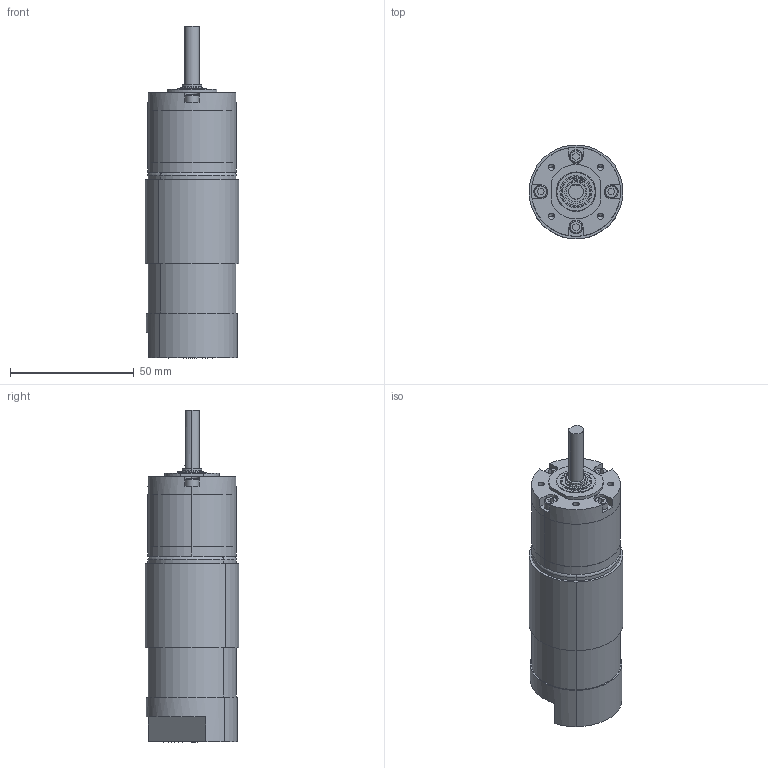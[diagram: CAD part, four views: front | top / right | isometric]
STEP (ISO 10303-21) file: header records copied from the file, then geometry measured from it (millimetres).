
FILE_DESCRIPTION (( 'STEP AP214' ), '1' );
FILE_NAME ('am-3637 NeveRest 20 Orbital Gearmotor.STEP', '2017-08-09T15:19:03', ( '' ), ( '' ), 'SwSTEP 2.0', 'SolidWorks 2017', '' );
FILE_SCHEMA (( 'AUTOMOTIVE_DESIGN' ));
Length unit declared in the file: inch
Products named in the file (16): SHCS M3 x 16mm; NeveRest orbital 2 stage Gearbox; am-3637 NeveRest 20 Orbital Gearmotor; am-3104 NeveRest Motor; Shim; 97633A150_BLACK-FINISH STEEL EXTERNAL RETAINING RING_97633A150_grv; 7804K117_STAINLESS STEEL BALL BEARING_7804K117; 97633A150_BLACK-FINISH STEEL EXTERNAL RETAINING RING; 7804K117_STAINLESS STEEL BALL BEARING
Assembly tree (9 placements, depth 2):
  SHCS M3 x 16mm
  SHCS M3 x 16mm
  NeveRest orbital 2 stage Gearbox
  am-3637 NeveRest 20 Orbital Gearmotor
    NeveRest orbital 2 stage Gearbox
    SHCS M3 x 16mm  x4
    7804K117_STAINLESS STEEL BALL BEARING_7804K117
    97633A150_BLACK-FINISH STEEL EXTERNAL RETAINING RING_97633A150_grv
    Shim
    am-3104 NeveRest Motor
  am-3104 NeveRest Motor
Bounding box: 37.86 x 37.86 x 134.3 mm (x, y, z)
Volume: 110974.8 mm3; surface area: 22748 mm2
Topology: 24 solids, 24 shells, 594 faces, 1492 edges, 976 vertices
Faces by surface type: plane 269, bspline 126, cylinder 123, cone 40, sphere 24, torus 12
Entity records: 27808 total; most frequent: CARTESIAN_POINT 10561, ORIENTED_EDGE 2596, DIRECTION 2180, EDGE_CURVE 1298, VERTEX_POINT 862, LINE 754, VECTOR 754, AXIS2_PLACEMENT_3D 713
